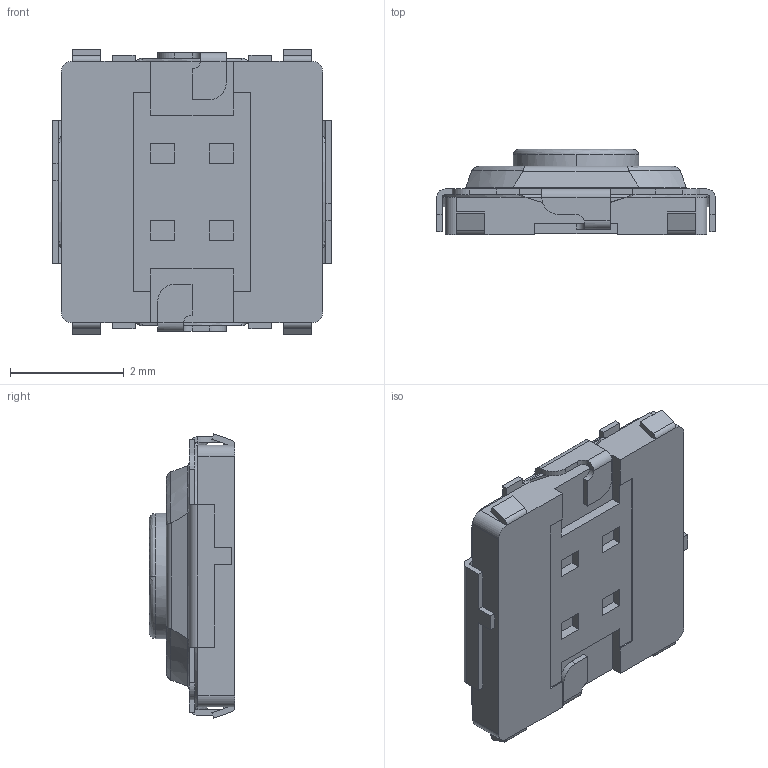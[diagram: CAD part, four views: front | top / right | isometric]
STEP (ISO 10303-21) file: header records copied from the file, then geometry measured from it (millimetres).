
FILE_DESCRIPTION (( 'STEP AP214' ), '1' );
FILE_NAME ('EVQ-PLMA15.STEP', '2023-05-11T15:47:20', ( '' ), ( '' ), 'SwSTEP 2.0', 'SolidWorks 2023', '' );
FILE_SCHEMA (( 'AUTOMOTIVE_DESIGN' ));
Length unit declared in the file: inch
Products named in the file (1): EVQ-PLMA15
Bounding box: 4.9 x 1.5 x 5 mm (x, y, z)
Volume: 22.7 mm3; surface area: 81.8 mm2
Topology: 1 solids, 1 shells, 253 faces, 682 edges, 438 vertices
Faces by surface type: plane 155, cylinder 72, bspline 26
Entity records: 10774 total; most frequent: CARTESIAN_POINT 4589, ORIENTED_EDGE 1364, DIRECTION 1164, EDGE_CURVE 682, LINE 440, VECTOR 440, VERTEX_POINT 438, AXIS2_PLACEMENT_3D 362
